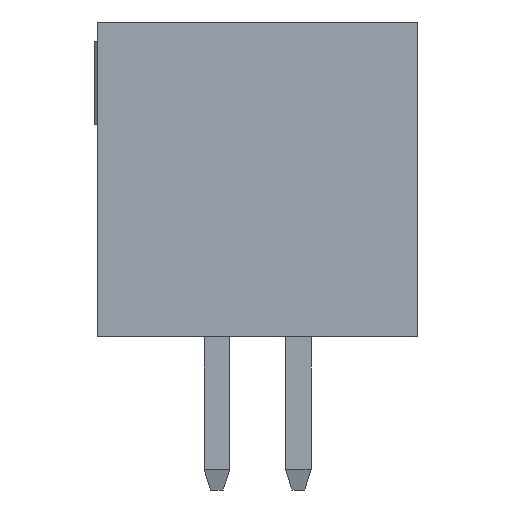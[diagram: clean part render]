
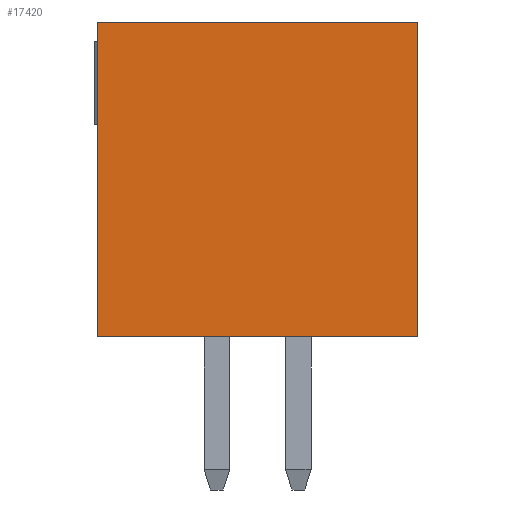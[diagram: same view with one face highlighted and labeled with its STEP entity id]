
A CAD part, front view. The second image highlights one B-rep face of the part: STEP entity #17420.
In plain terms, the highlighted face is planar.
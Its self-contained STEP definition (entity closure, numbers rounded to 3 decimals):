
#781=ORIENTED_EDGE('',*,*,#4064,.F.);
#782=ORIENTED_EDGE('',*,*,#4065,.F.);
#783=ORIENTED_EDGE('',*,*,#4066,.T.);
#784=ORIENTED_EDGE('',*,*,#4067,.T.);
#4064=EDGE_CURVE('',#5696,#5697,#6912,.T.);
#4065=EDGE_CURVE('',#5698,#5696,#6913,.T.);
#4066=EDGE_CURVE('',#5698,#5699,#6914,.T.);
#4067=EDGE_CURVE('',#5699,#5697,#6915,.T.);
#5696=VERTEX_POINT('',#22959);
#5697=VERTEX_POINT('',#22960);
#5698=VERTEX_POINT('',#22962);
#5699=VERTEX_POINT('',#22964);
#6912=LINE('',#22958,#8684);
#6913=LINE('',#22961,#8685);
#6914=LINE('',#22963,#8686);
#6915=LINE('',#22965,#8687);
#8684=VECTOR('',#19532,1000.);
#8685=VECTOR('',#19533,1000.);
#8686=VECTOR('',#19534,1000.);
#8687=VECTOR('',#19535,1000.);
#10114=EDGE_LOOP('',(#781,#782,#783,#784));
#10866=FACE_BOUND('',#10114,.T.);
#11618=PLANE('',#18152);
#17420=ADVANCED_FACE('',(#10866),#11618,.T.);
#18152=AXIS2_PLACEMENT_3D('',#22957,#19530,#19531);
#19530=DIRECTION('',(1.,0.,0.));
#19531=DIRECTION('',(0.,0.,-1.));
#19532=DIRECTION('',(0.,0.,-1.));
#19533=DIRECTION('',(0.,1.,0.));
#19534=DIRECTION('',(0.,0.,-1.));
#19535=DIRECTION('',(0.,1.,0.));
#22957=CARTESIAN_POINT('',(11.43,-2.5,2.45));
#22958=CARTESIAN_POINT('',(11.43,2.5,2.45));
#22959=CARTESIAN_POINT('',(11.43,2.5,2.45));
#22960=CARTESIAN_POINT('',(11.43,2.5,-2.45));
#22961=CARTESIAN_POINT('',(11.43,-2.5,2.45));
#22962=CARTESIAN_POINT('',(11.43,-2.5,2.45));
#22963=CARTESIAN_POINT('',(11.43,-2.5,2.45));
#22964=CARTESIAN_POINT('',(11.43,-2.5,-2.45));
#22965=CARTESIAN_POINT('',(11.43,-2.5,-2.45));
